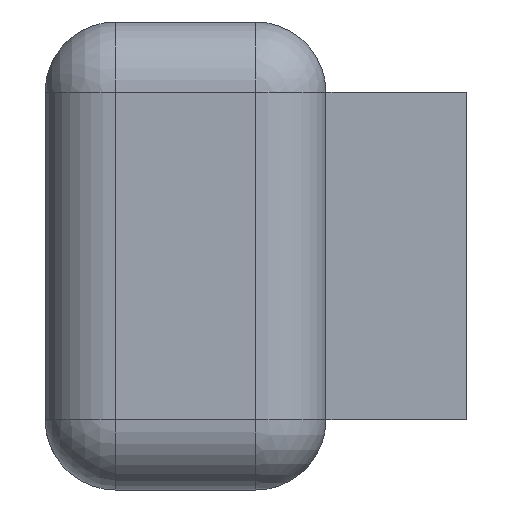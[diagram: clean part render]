
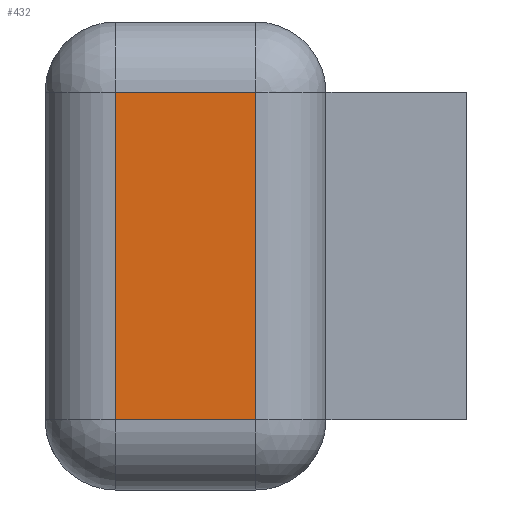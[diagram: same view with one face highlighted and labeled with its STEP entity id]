
A CAD part, left-side view. The second image highlights one B-rep face of the part: STEP entity #432.
In plain terms, the highlighted planar face has unit normal (-1, 0, 0).
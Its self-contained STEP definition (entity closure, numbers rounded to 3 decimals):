
#11 = PLANE ( 'NONE',  #221 ) ;
#44 = LINE ( 'NONE', #799, #368 ) ;
#101 = EDGE_LOOP ( 'NONE', ( #393, #365, #849, #779 ) ) ;
#159 = DIRECTION ( 'NONE',  ( 0., 0., -1. ) ) ;
#170 = CARTESIAN_POINT ( 'NONE',  ( -25., 1.5, 3.5 ) ) ;
#212 = DIRECTION ( 'NONE',  ( 0., 1., 0. ) ) ;
#213 = DIRECTION ( 'NONE',  ( 0., 0., 1. ) ) ;
#221 = AXIS2_PLACEMENT_3D ( 'NONE', #318, #811, #159 ) ;
#227 = VERTEX_POINT ( 'NONE', #278 ) ;
#252 = VECTOR ( 'NONE', #295, 1000. ) ;
#267 = EDGE_CURVE ( 'NONE', #686, #795, #44, .T. ) ;
#270 = VECTOR ( 'NONE', #371, 1000. ) ;
#278 = CARTESIAN_POINT ( 'NONE',  ( -25., 4.5, 3.5 ) ) ;
#282 = EDGE_CURVE ( 'NONE', #570, #686, #306, .T. ) ;
#292 = LINE ( 'NONE', #363, #1029 ) ;
#295 = DIRECTION ( 'NONE',  ( 0., 0., -1. ) ) ;
#306 = LINE ( 'NONE', #869, #270 ) ;
#318 = CARTESIAN_POINT ( 'NONE',  ( -25., 6., -5. ) ) ;
#363 = CARTESIAN_POINT ( 'NONE',  ( -25., 6., 3.5 ) ) ;
#365 = ORIENTED_EDGE ( 'NONE', *, *, #567, .T. ) ;
#368 = VECTOR ( 'NONE', #213, 1000. ) ;
#371 = DIRECTION ( 'NONE',  ( 0., -1., 0. ) ) ;
#393 = ORIENTED_EDGE ( 'NONE', *, *, #1003, .T. ) ;
#432 = ADVANCED_FACE ( 'NONE', ( #500 ), #11, .F. ) ;
#469 = CARTESIAN_POINT ( 'NONE',  ( -25., 1.5, -3.5 ) ) ;
#500 = FACE_OUTER_BOUND ( 'NONE', #101, .T. ) ;
#567 = EDGE_CURVE ( 'NONE', #227, #570, #935, .T. ) ;
#570 = VERTEX_POINT ( 'NONE', #867 ) ;
#686 = VERTEX_POINT ( 'NONE', #469 ) ;
#779 = ORIENTED_EDGE ( 'NONE', *, *, #267, .T. ) ;
#795 = VERTEX_POINT ( 'NONE', #170 ) ;
#799 = CARTESIAN_POINT ( 'NONE',  ( -25., 1.5, -5. ) ) ;
#811 = DIRECTION ( 'NONE',  ( 1., 0., 0. ) ) ;
#845 = CARTESIAN_POINT ( 'NONE',  ( -25., 4.5, -5. ) ) ;
#849 = ORIENTED_EDGE ( 'NONE', *, *, #282, .T. ) ;
#867 = CARTESIAN_POINT ( 'NONE',  ( -25., 4.5, -3.5 ) ) ;
#869 = CARTESIAN_POINT ( 'NONE',  ( -25., 6., -3.5 ) ) ;
#935 = LINE ( 'NONE', #845, #252 ) ;
#1003 = EDGE_CURVE ( 'NONE', #795, #227, #292, .T. ) ;
#1029 = VECTOR ( 'NONE', #212, 1000. ) ;
